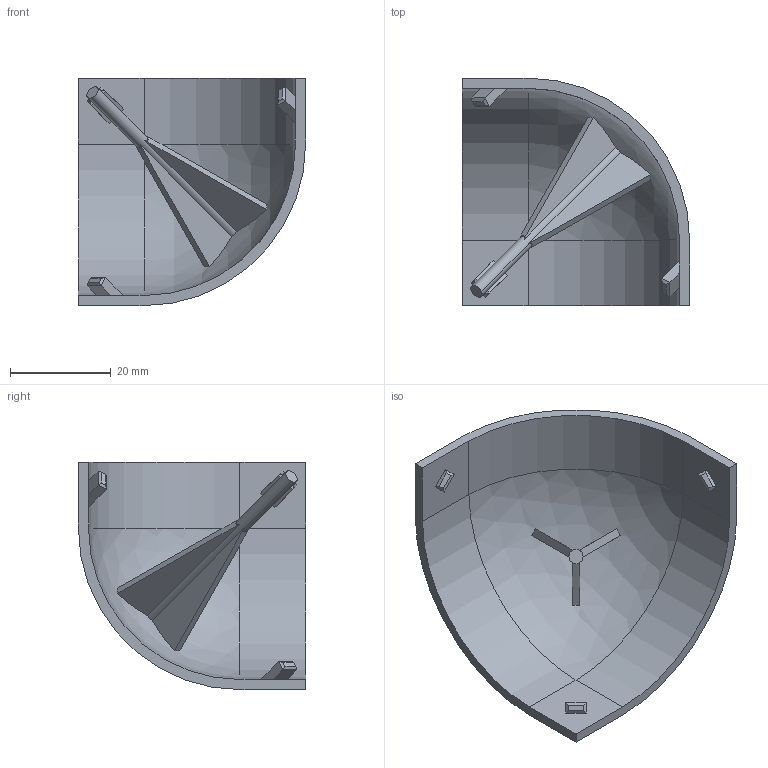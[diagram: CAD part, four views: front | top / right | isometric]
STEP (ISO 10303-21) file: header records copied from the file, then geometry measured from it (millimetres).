
FILE_DESCRIPTION (( 'STEP AP203' ), '1' );
FILE_NAME ('084.310.014.STEP', '2013-01-25T13:45:40', ( 'Alusic' ), ( 'Alusic' ), 'SwSTEP 2.0', 'SolidWorks 2011', '' );
FILE_SCHEMA (( 'CONFIG_CONTROL_DESIGN' ));
Length unit declared in the file: millimetre
Products named in the file (1): 084.310.014
Bounding box: 45 x 45 x 45 mm (x, y, z)
Volume: 8835.2 mm3; surface area: 9623.7 mm2
Topology: 1 solids, 1 shells, 56 faces, 134 edges, 82 vertices
Faces by surface type: plane 46, cylinder 8, sphere 2
Entity records: 1655 total; most frequent: CARTESIAN_POINT 286, DIRECTION 267, ORIENTED_EDGE 264, EDGE_CURVE 132, VECTOR 101, LINE 101, AXIS2_PLACEMENT_3D 83, VERTEX_POINT 82
